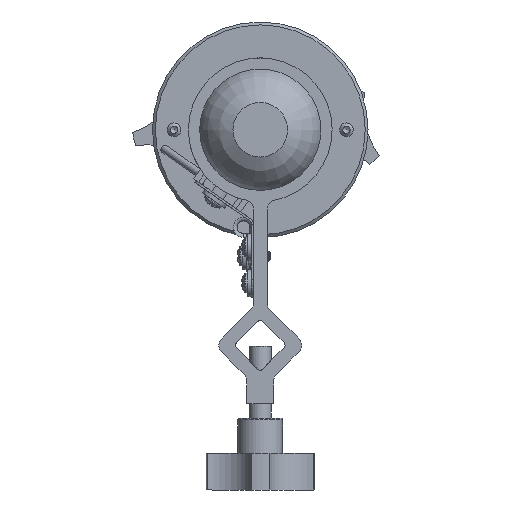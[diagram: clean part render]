
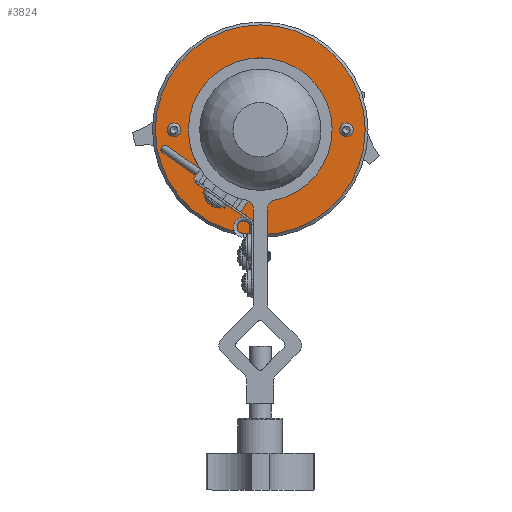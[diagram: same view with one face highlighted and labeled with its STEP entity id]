
A CAD part, front view. The second image highlights one B-rep face of the part: STEP entity #3824.
In plain terms, the highlighted planar face has unit normal (0, -1, 0).
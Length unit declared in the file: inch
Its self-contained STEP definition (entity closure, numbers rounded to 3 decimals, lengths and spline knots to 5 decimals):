
#123 = CARTESIAN_POINT ( 'NONE',  ( 0.21875, 11.174, 1.89647 ) ) ;
#234 = AXIS2_PLACEMENT_3D ( 'NONE', #529, #9338, #1816 ) ;
#278 = CARTESIAN_POINT ( 'NONE',  ( 0., 11.174, 4.46 ) ) ;
#529 = CARTESIAN_POINT ( 'NONE',  ( -0.21875, 11.174, 1.89647 ) ) ;
#817 = EDGE_LOOP ( 'NONE', ( #7111 ) ) ;
#914 = EDGE_LOOP ( 'NONE', ( #1507, #3800, #3115, #4444 ) ) ;
#1302 = AXIS2_PLACEMENT_3D ( 'NONE', #10396, #2881, #11634 ) ;
#1399 = DIRECTION ( 'NONE',  ( -1., 0., 0. ) ) ;
#1507 = ORIENTED_EDGE ( 'NONE', *, *, #3506, .T. ) ;
#1816 = DIRECTION ( 'NONE',  ( -1., 0., 0. ) ) ;
#1862 = CARTESIAN_POINT ( 'NONE',  ( -1., 11.174, 2. ) ) ;
#2205 = AXIS2_PLACEMENT_3D ( 'NONE', #4627, #13268, #5885 ) ;
#2235 = CARTESIAN_POINT ( 'NONE',  ( -1.2, 11.174, 3. ) ) ;
#2354 = DIRECTION ( 'NONE',  ( 0., 1., 0. ) ) ;
#2809 = DIRECTION ( 'NONE',  ( 0., -1., 0. ) ) ;
#2881 = DIRECTION ( 'NONE',  ( 0., -1., 0. ) ) ;
#2950 = VERTEX_POINT ( 'NONE', #5425 ) ;
#3079 = VERTEX_POINT ( 'NONE', #12813 ) ;
#3097 = CIRCLE ( 'NONE', #6361, 0.095 ) ;
#3108 = AXIS2_PLACEMENT_3D ( 'NONE', #123, #8963, #1399 ) ;
#3115 = ORIENTED_EDGE ( 'NONE', *, *, #3382, .F. ) ;
#3250 = EDGE_CURVE ( 'NONE', #5241, #7686, #5474, .T. ) ;
#3284 = CIRCLE ( 'NONE', #8228, 0.095 ) ;
#3337 = CARTESIAN_POINT ( 'NONE',  ( -0.1487, 11.174, 2. ) ) ;
#3382 = EDGE_CURVE ( 'NONE', #7686, #6561, #5398, .T. ) ;
#3459 = EDGE_CURVE ( 'NONE', #6561, #7936, #4885, .T. ) ;
#3506 = EDGE_CURVE ( 'NONE', #5241, #7936, #4976, .T. ) ;
#3529 = DIRECTION ( 'NONE',  ( -0.62, 0., -0.785 ) ) ;
#3557 = EDGE_CURVE ( 'NONE', #4984, #4984, #4632, .T. ) ;
#3800 = ORIENTED_EDGE ( 'NONE', *, *, #3459, .F. ) ;
#3824 = ADVANCED_FACE ( 'NONE', ( #3953, #3937, #3840, #3907 ), #10323, .T. ) ;
#3840 = FACE_OUTER_BOUND ( 'NONE', #12435, .T. ) ;
#3907 = FACE_BOUND ( 'NONE', #817, .T. ) ;
#3937 = FACE_BOUND ( 'NONE', #914, .T. ) ;
#3953 = FACE_BOUND ( 'NONE', #13111, .T. ) ;
#4042 = EDGE_CURVE ( 'NONE', #3079, #3079, #3284, .T. ) ;
#4068 = EDGE_CURVE ( 'NONE', #2950, #2950, #3097, .T. ) ;
#4444 = ORIENTED_EDGE ( 'NONE', *, *, #3250, .F. ) ;
#4449 = DIRECTION ( 'NONE',  ( -1., 0., 0. ) ) ;
#4627 = CARTESIAN_POINT ( 'NONE',  ( 0., 11.174, 3. ) ) ;
#4632 = CIRCLE ( 'NONE', #2205, 1.46 ) ;
#4691 = VECTOR ( 'NONE', #4449, 39.37008 ) ;
#4827 = CARTESIAN_POINT ( 'NONE',  ( 0.19444, 11.174, 2.01909 ) ) ;
#4885 = CIRCLE ( 'NONE', #234, 0.125 ) ;
#4976 = LINE ( 'NONE', #1862, #4691 ) ;
#4984 = VERTEX_POINT ( 'NONE', #278 ) ;
#5241 = VERTEX_POINT ( 'NONE', #15119 ) ;
#5398 = CIRCLE ( 'NONE', #1302, 1. ) ;
#5425 = CARTESIAN_POINT ( 'NONE',  ( 1.14111, 11.174, 2.92545 ) ) ;
#5474 = CIRCLE ( 'NONE', #3108, 0.125 ) ;
#5885 = DIRECTION ( 'NONE',  ( 0., 0., 1. ) ) ;
#6361 = AXIS2_PLACEMENT_3D ( 'NONE', #9873, #2354, #11116 ) ;
#6561 = VERTEX_POINT ( 'NONE', #9795 ) ;
#7111 = ORIENTED_EDGE ( 'NONE', *, *, #4068, .T. ) ;
#7686 = VERTEX_POINT ( 'NONE', #4827 ) ;
#7839 = CARTESIAN_POINT ( 'NONE',  ( 0., 11.174, 3. ) ) ;
#7872 = ORIENTED_EDGE ( 'NONE', *, *, #3557, .T. ) ;
#7936 = VERTEX_POINT ( 'NONE', #3337 ) ;
#8228 = AXIS2_PLACEMENT_3D ( 'NONE', #2235, #11000, #3529 ) ;
#8963 = DIRECTION ( 'NONE',  ( 0., 1., 0. ) ) ;
#9338 = DIRECTION ( 'NONE',  ( 0., 1., 0. ) ) ;
#9795 = CARTESIAN_POINT ( 'NONE',  ( -0.19444, 11.174, 2.01909 ) ) ;
#9873 = CARTESIAN_POINT ( 'NONE',  ( 1.2, 11.174, 3. ) ) ;
#10323 = PLANE ( 'NONE',  #13874 ) ;
#10396 = CARTESIAN_POINT ( 'NONE',  ( 0., 11.174, 3. ) ) ;
#11000 = DIRECTION ( 'NONE',  ( 0., 1., 0. ) ) ;
#11116 = DIRECTION ( 'NONE',  ( -0.62, 0., -0.785 ) ) ;
#11562 = DIRECTION ( 'NONE',  ( 0., 0., 1. ) ) ;
#11634 = DIRECTION ( 'NONE',  ( -1., 0., 0. ) ) ;
#12435 = EDGE_LOOP ( 'NONE', ( #7872 ) ) ;
#12813 = CARTESIAN_POINT ( 'NONE',  ( -1.25889, 11.174, 2.92545 ) ) ;
#13111 = EDGE_LOOP ( 'NONE', ( #15700 ) ) ;
#13268 = DIRECTION ( 'NONE',  ( 0., -1., 0. ) ) ;
#13874 = AXIS2_PLACEMENT_3D ( 'NONE', #7839, #2809, #11562 ) ;
#15119 = CARTESIAN_POINT ( 'NONE',  ( 0.1487, 11.174, 2. ) ) ;
#15700 = ORIENTED_EDGE ( 'NONE', *, *, #4042, .T. ) ;
